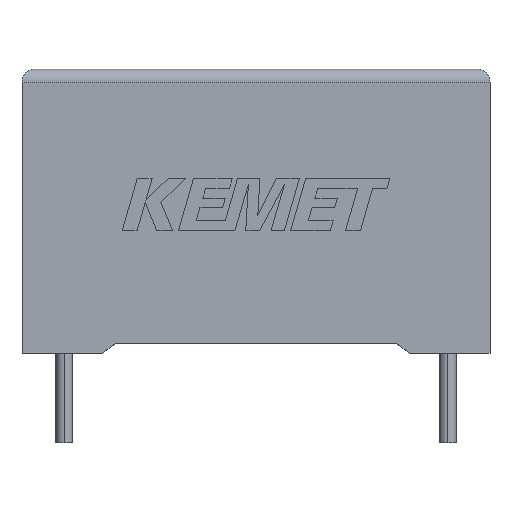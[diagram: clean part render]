
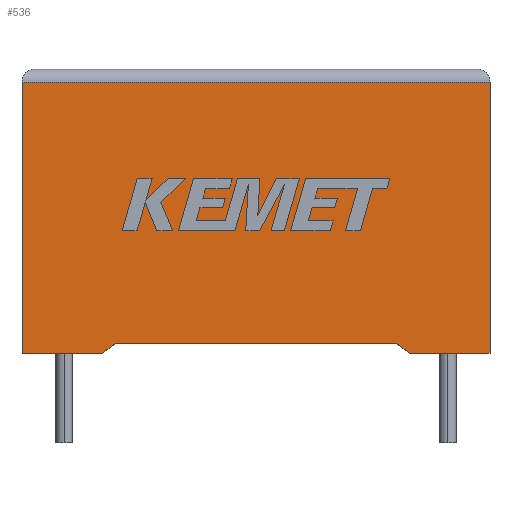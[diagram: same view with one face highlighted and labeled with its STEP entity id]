
A CAD part, top view. The second image highlights one B-rep face of the part: STEP entity #536.
In plain terms, the highlighted planar face has unit normal (0, 0, 1).
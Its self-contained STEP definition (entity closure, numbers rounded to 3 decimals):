
#75 = CARTESIAN_POINT ( 'NONE',  ( 3.15, 0., 5.2 ) ) ;
#184 = VERTEX_POINT ( 'NONE', #2795 ) ;
#210 = DIRECTION ( 'NONE',  ( 0., 1., 0. ) ) ;
#266 = DIRECTION ( 'NONE',  ( -1., 0., 0. ) ) ;
#369 = CARTESIAN_POINT ( 'NONE',  ( 9.15, 0.383, 5.2 ) ) ;
#373 = ORIENTED_EDGE ( 'NONE', *, *, #1717, .T. ) ;
#385 = DIRECTION ( 'NONE',  ( -1., 0., 0. ) ) ;
#423 = EDGE_CURVE ( 'NONE', #1880, #1723, #2633, .T. ) ;
#441 = CARTESIAN_POINT ( 'NONE',  ( 15.15, 0., 5.2 ) ) ;
#536 = ADVANCED_FACE ( 'NONE', ( #951 ), #2365, .F. ) ;
#604 = ORIENTED_EDGE ( 'NONE', *, *, #2217, .T. ) ;
#637 = ORIENTED_EDGE ( 'NONE', *, *, #1553, .T. ) ;
#656 = DIRECTION ( 'NONE',  ( 1., 0., 0. ) ) ;
#787 = LINE ( 'NONE', #75, #2004 ) ;
#800 = CARTESIAN_POINT ( 'NONE',  ( 18.3, 0., 5.2 ) ) ;
#879 = LINE ( 'NONE', #2305, #3032 ) ;
#951 = FACE_OUTER_BOUND ( 'NONE', #1133, .T. ) ;
#967 = DIRECTION ( 'NONE',  ( -0.799, -0.602, 0. ) ) ;
#999 = CARTESIAN_POINT ( 'NONE',  ( 15.15, 0., 5.2 ) ) ;
#1041 = LINE ( 'NONE', #2904, #2669 ) ;
#1066 = VECTOR ( 'NONE', #1909, 1000. ) ;
#1133 = EDGE_LOOP ( 'NONE', ( #2481, #1871, #604, #373, #2251, #2546, #2890, #637 ) ) ;
#1171 = CARTESIAN_POINT ( 'NONE',  ( 0., 10.6, 5.2 ) ) ;
#1204 = CARTESIAN_POINT ( 'NONE',  ( 3.15, 0., 5.2 ) ) ;
#1312 = VECTOR ( 'NONE', #656, 1000. ) ;
#1424 = VERTEX_POINT ( 'NONE', #1682 ) ;
#1553 = EDGE_CURVE ( 'NONE', #1723, #2813, #1041, .T. ) ;
#1574 = DIRECTION ( 'NONE',  ( 1., 0., 0. ) ) ;
#1614 = VECTOR ( 'NONE', #385, 1000. ) ;
#1618 = LINE ( 'NONE', #2802, #1312 ) ;
#1675 = EDGE_CURVE ( 'NONE', #2813, #184, #879, .T. ) ;
#1682 = CARTESIAN_POINT ( 'NONE',  ( 0., 0., 5.2 ) ) ;
#1717 = EDGE_CURVE ( 'NONE', #1424, #2790, #1618, .T. ) ;
#1719 = CARTESIAN_POINT ( 'NONE',  ( 0., 0., 5.2 ) ) ;
#1723 = VERTEX_POINT ( 'NONE', #441 ) ;
#1773 = DIRECTION ( 'NONE',  ( 0., -1., 0. ) ) ;
#1871 = ORIENTED_EDGE ( 'NONE', *, *, #2326, .T. ) ;
#1880 = VERTEX_POINT ( 'NONE', #2948 ) ;
#1909 = DIRECTION ( 'NONE',  ( 0.799, -0.602, 0. ) ) ;
#1941 = CARTESIAN_POINT ( 'NONE',  ( 3.658, 0.383, 5.2 ) ) ;
#2004 = VECTOR ( 'NONE', #967, 1000. ) ;
#2099 = VECTOR ( 'NONE', #2210, 1000. ) ;
#2210 = DIRECTION ( 'NONE',  ( -1., 0., 0. ) ) ;
#2217 = EDGE_CURVE ( 'NONE', #3020, #1424, #2449, .T. ) ;
#2251 = ORIENTED_EDGE ( 'NONE', *, *, #2368, .F. ) ;
#2279 = LINE ( 'NONE', #2731, #1614 ) ;
#2305 = CARTESIAN_POINT ( 'NONE',  ( 18.3, 0., 5.2 ) ) ;
#2326 = EDGE_CURVE ( 'NONE', #184, #3020, #2279, .T. ) ;
#2365 = PLANE ( 'NONE',  #2480 ) ;
#2368 = EDGE_CURVE ( 'NONE', #2691, #2790, #787, .T. ) ;
#2433 = VECTOR ( 'NONE', #1773, 1000. ) ;
#2449 = LINE ( 'NONE', #1719, #2433 ) ;
#2480 = AXIS2_PLACEMENT_3D ( 'NONE', #2872, #2630, #266 ) ;
#2481 = ORIENTED_EDGE ( 'NONE', *, *, #1675, .T. ) ;
#2489 = LINE ( 'NONE', #369, #2099 ) ;
#2546 = ORIENTED_EDGE ( 'NONE', *, *, #2869, .F. ) ;
#2630 = DIRECTION ( 'NONE',  ( 0., 0., -1. ) ) ;
#2633 = LINE ( 'NONE', #999, #1066 ) ;
#2669 = VECTOR ( 'NONE', #1574, 1000. ) ;
#2691 = VERTEX_POINT ( 'NONE', #1941 ) ;
#2731 = CARTESIAN_POINT ( 'NONE',  ( 0., 10.6, 5.2 ) ) ;
#2790 = VERTEX_POINT ( 'NONE', #1204 ) ;
#2795 = CARTESIAN_POINT ( 'NONE',  ( 18.3, 10.6, 5.2 ) ) ;
#2802 = CARTESIAN_POINT ( 'NONE',  ( 0., 0., 5.2 ) ) ;
#2813 = VERTEX_POINT ( 'NONE', #800 ) ;
#2869 = EDGE_CURVE ( 'NONE', #1880, #2691, #2489, .T. ) ;
#2872 = CARTESIAN_POINT ( 'NONE',  ( 0., 0., 5.2 ) ) ;
#2890 = ORIENTED_EDGE ( 'NONE', *, *, #423, .T. ) ;
#2904 = CARTESIAN_POINT ( 'NONE',  ( 0., 0., 5.2 ) ) ;
#2948 = CARTESIAN_POINT ( 'NONE',  ( 14.642, 0.383, 5.2 ) ) ;
#3020 = VERTEX_POINT ( 'NONE', #1171 ) ;
#3032 = VECTOR ( 'NONE', #210, 1000. ) ;
